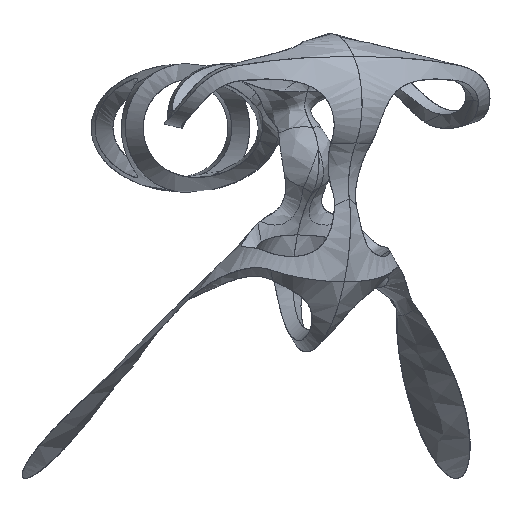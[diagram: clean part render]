
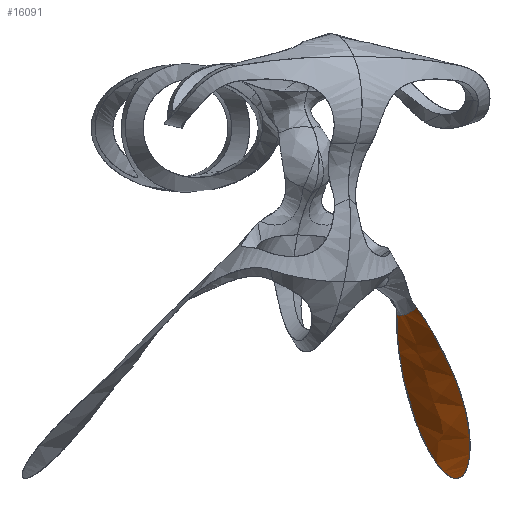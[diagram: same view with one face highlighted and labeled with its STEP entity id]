
A CAD part, left-side view. The second image highlights one B-rep face of the part: STEP entity #16091.
In plain terms, the highlighted free-form (B-spline) face has degree [2, 1] with [3, 2] control points.
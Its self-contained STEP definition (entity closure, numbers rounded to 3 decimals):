
#1085 = VERTEX_POINT('',#1086);
#1086 = CARTESIAN_POINT('',(-59.795,-65.285,
    45.217));
#1104 = EDGE_CURVE('',#1085,#1105,#1107,.T.);
#1105 = VERTEX_POINT('',#1106);
#1106 = CARTESIAN_POINT('',(-66.717,-70.039,
    46.967));
#1107 = ( BOUNDED_CURVE() B_SPLINE_CURVE(2,(#1108,#1109,#1110),
.UNSPECIFIED.,.F.,.F.) B_SPLINE_CURVE_WITH_KNOTS((3,3),(0.106,
0.493),.PIECEWISE_BEZIER_KNOTS.) CURVE() 
GEOMETRIC_REPRESENTATION_ITEM() RATIONAL_B_SPLINE_CURVE((1.,
0.981,1.)) REPRESENTATION_ITEM('') );
#1108 = CARTESIAN_POINT('',(-59.795,-65.285,
    45.217));
#1109 = CARTESIAN_POINT('',(-62.211,-67.304,
    44.388));
#1110 = CARTESIAN_POINT('',(-66.717,-70.039,
    46.967));
#13277 = EDGE_CURVE('',#1105,#1085,#13278,.T.);
#13278 = B_SPLINE_CURVE_WITH_KNOTS('',3,(#13279,#13280,#13281,#13282,
    #13283,#13284,#13285,#13286,#13287,#13288,#13289,#13290,#13291,
    #13292,#13293,#13294,#13295,#13296,#13297,#13298,#13299,#13300,
    #13301,#13302,#13303,#13304),.UNSPECIFIED.,.F.,.F.,(4,1,1,1,1,1,1,1,
    1,1,1,1,1,1,1,1,1,1,1,1,1,1,1,4),(0.,0.2,0.399,
    0.798,1.597,2.395,3.193,
    3.992,4.79,5.322,5.588,
    5.721,5.788,5.854,5.921,
    5.988,6.121,6.387,6.653,
    6.919,7.983,9.58,10.378,
    11.177),.UNSPECIFIED.);
#13279 = CARTESIAN_POINT('',(-66.717,-70.039,
    46.967));
#13280 = CARTESIAN_POINT('',(-66.477,-70.433,
    46.45));
#13281 = CARTESIAN_POINT('',(-65.893,-71.17,
    45.404));
#13282 = CARTESIAN_POINT('',(-64.558,-72.473,
    43.402));
#13283 = CARTESIAN_POINT('',(-61.807,-74.562,
    39.906));
#13284 = CARTESIAN_POINT('',(-57.421,-77.049,
    35.245));
#13285 = CARTESIAN_POINT('',(-51.629,-79.536,
    29.778));
#13286 = CARTESIAN_POINT('',(-45.633,-81.432,
    24.433));
#13287 = CARTESIAN_POINT('',(-39.524,-82.728,
    18.982));
#13288 = CARTESIAN_POINT('',(-34.117,-83.219,
    13.883));
#13289 = CARTESIAN_POINT('',(-30.303,-82.932,
    9.887));
#13290 = CARTESIAN_POINT('',(-28.264,-82.21,
    7.453));
#13291 = CARTESIAN_POINT('',(-27.432,-81.448,
    6.273));
#13292 = CARTESIAN_POINT('',(-27.136,-80.757,
    5.712));
#13293 = CARTESIAN_POINT('',(-27.102,-80.089,
    5.464));
#13294 = CARTESIAN_POINT('',(-27.276,-79.403,
    5.466));
#13295 = CARTESIAN_POINT('',(-27.653,-78.584,
    5.688));
#13296 = CARTESIAN_POINT('',(-28.485,-77.373,
    6.392));
#13297 = CARTESIAN_POINT('',(-29.79,-76.008,
    7.735));
#13298 = CARTESIAN_POINT('',(-31.376,-74.627,
    9.538));
#13299 = CARTESIAN_POINT('',(-34.553,-72.22,
    13.395));
#13300 = CARTESIAN_POINT('',(-40.287,-68.873,
    21.11));
#13301 = CARTESIAN_POINT('',(-47.088,-66.471,
    30.697));
#13302 = CARTESIAN_POINT('',(-53.981,-65.367,
    39.261));
#13303 = CARTESIAN_POINT('',(-57.768,-65.195,
    43.334));
#13304 = CARTESIAN_POINT('',(-59.795,-65.285,
    45.217));
#16091 = ADVANCED_FACE('',(#16092),#16096,.T.);
#16092 = FACE_BOUND('',#16093,.T.);
#16093 = EDGE_LOOP('',(#16094,#16095));
#16094 = ORIENTED_EDGE('',*,*,#13277,.F.);
#16095 = ORIENTED_EDGE('',*,*,#1104,.F.);
#16096 = ( BOUNDED_SURFACE() B_SPLINE_SURFACE(2,1,(
    (#16097,#16098)
    ,(#16099,#16100)
    ,(#16101,#16102
)),.UNSPECIFIED.,.F.,.F.,.F.) B_SPLINE_SURFACE_WITH_KNOTS((3,3),(2,2),(
    3.86,5.113),(22.115,77.275),
.PIECEWISE_BEZIER_KNOTS.) GEOMETRIC_REPRESENTATION_ITEM() 
RATIONAL_B_SPLINE_SURFACE((
    (1.,1.)
    ,(0.81,0.81)
,(1.,1.))) REPRESENTATION_ITEM('') SURFACE() );
#16097 = CARTESIAN_POINT('',(-23.526,-65.247,
    9.009));
#16098 = CARTESIAN_POINT('',(-64.1,-65.247,
    49.584));
#16099 = CARTESIAN_POINT('',(-29.545,-72.682,
    2.99));
#16100 = CARTESIAN_POINT('',(-70.119,-72.682,
    43.565));
#16101 = CARTESIAN_POINT('',(-26.427,-83.087,
    6.108));
#16102 = CARTESIAN_POINT('',(-67.001,-83.087,
    46.683));
